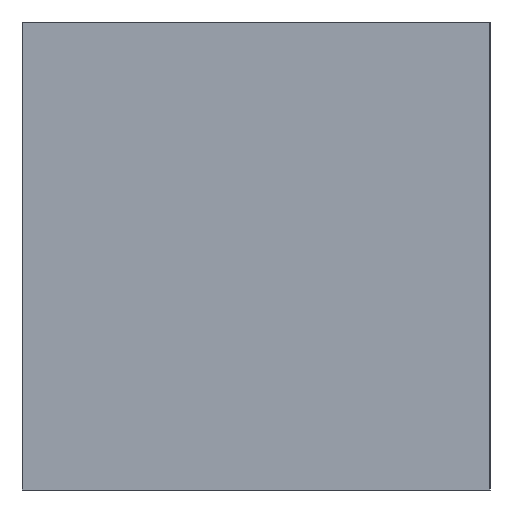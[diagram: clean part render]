
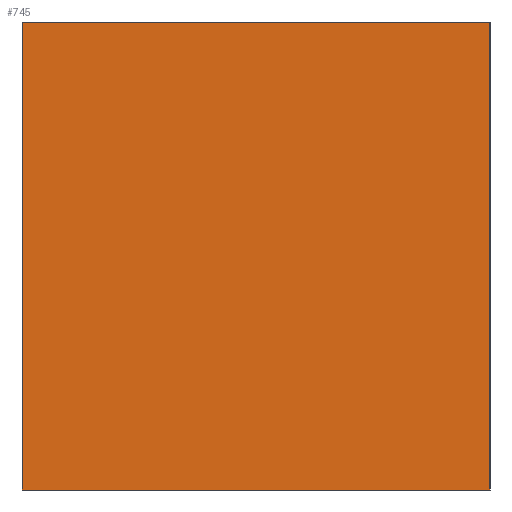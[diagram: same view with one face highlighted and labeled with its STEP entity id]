
A CAD part, front view. The second image highlights one B-rep face of the part: STEP entity #745.
In plain terms, the highlighted planar face has unit normal (0, -1, 0).
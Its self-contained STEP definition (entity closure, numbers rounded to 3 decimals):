
#745 = ADVANCED_FACE( '', ( #1871 ), #1872, .T. );
#1871 = FACE_OUTER_BOUND( '', #3494, .T. );
#1872 = PLANE( '', #3495 );
#3494 = EDGE_LOOP( '', ( #5637, #5638, #5639, #5640 ) );
#3495 = AXIS2_PLACEMENT_3D( '', #5641, #5642, #5643 );
#5637 = ORIENTED_EDGE( '', *, *, #10388, .T. );
#5638 = ORIENTED_EDGE( '', *, *, #10389, .T. );
#5639 = ORIENTED_EDGE( '', *, *, #10230, .T. );
#5640 = ORIENTED_EDGE( '', *, *, #10390, .T. );
#5641 = CARTESIAN_POINT( '', ( 0., 0., 0. ) );
#5642 = DIRECTION( '', ( 0., -1., 0. ) );
#5643 = DIRECTION( '', ( 0., 0., -1. ) );
#10230 = EDGE_CURVE( '', #12350, #12351, #12352, .T. );
#10388 = EDGE_CURVE( '', #12617, #12618, #12619, .T. );
#10389 = EDGE_CURVE( '', #12618, #12350, #12620, .T. );
#10390 = EDGE_CURVE( '', #12351, #12617, #12621, .T. );
#12350 = VERTEX_POINT( '', #15527 );
#12351 = VERTEX_POINT( '', #15528 );
#12352 = LINE( '', #15529, #15530 );
#12617 = VERTEX_POINT( '', #15962 );
#12618 = VERTEX_POINT( '', #15963 );
#12619 = LINE( '', #15964, #15965 );
#12620 = LINE( '', #15966, #15967 );
#12621 = LINE( '', #15968, #15969 );
#15527 = CARTESIAN_POINT( '', ( 30., 0., -30. ) );
#15528 = CARTESIAN_POINT( '', ( 30., 0., 30. ) );
#15529 = CARTESIAN_POINT( '', ( 30., 0., -30. ) );
#15530 = VECTOR( '', #19835, 1000. );
#15962 = CARTESIAN_POINT( '', ( -30., 0., 30. ) );
#15963 = CARTESIAN_POINT( '', ( -30., 0., -30. ) );
#15964 = CARTESIAN_POINT( '', ( -30., 0., 30. ) );
#15965 = VECTOR( '', #19926, 1000. );
#15966 = CARTESIAN_POINT( '', ( -30., 0., -30. ) );
#15967 = VECTOR( '', #19927, 1000. );
#15968 = CARTESIAN_POINT( '', ( 30., 0., 30. ) );
#15969 = VECTOR( '', #19928, 1000. );
#19835 = DIRECTION( '', ( 0., 0., 1. ) );
#19926 = DIRECTION( '', ( 0., 0., -1. ) );
#19927 = DIRECTION( '', ( 1., 0., 0. ) );
#19928 = DIRECTION( '', ( -1., 0., 0. ) );
